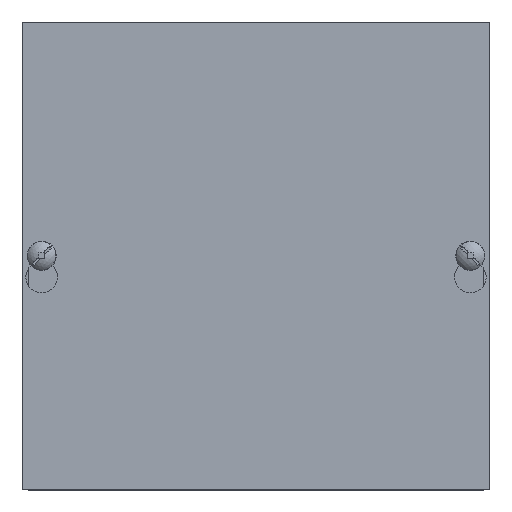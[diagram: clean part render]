
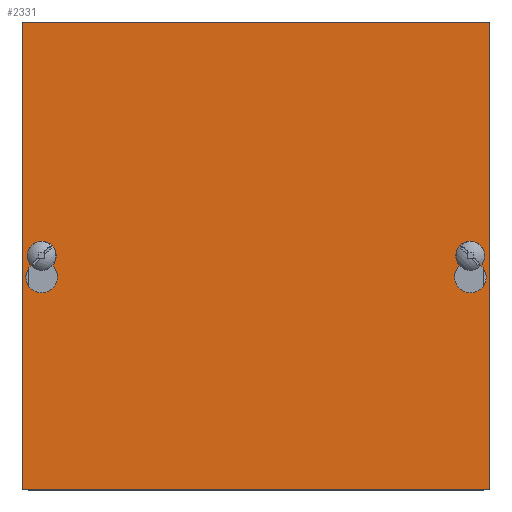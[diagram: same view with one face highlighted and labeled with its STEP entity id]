
A CAD part, top view. The second image highlights one B-rep face of the part: STEP entity #2331.
In plain terms, the highlighted planar face has unit normal (0, 0, 1).
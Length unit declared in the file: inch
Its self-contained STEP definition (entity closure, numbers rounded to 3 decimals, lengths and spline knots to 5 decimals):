
#65 = EDGE_CURVE ( 'NONE', #4636, #953, #1048, .T. ) ;
#130 = DIRECTION ( 'NONE',  ( 0., 0., 1. ) ) ;
#138 = ORIENTED_EDGE ( 'NONE', *, *, #2495, .T. ) ;
#142 = EDGE_LOOP ( 'NONE', ( #1569, #2561, #3230, #2301, #345, #3090 ) ) ;
#170 = DIRECTION ( 'NONE',  ( 1., 0., 0. ) ) ;
#184 = CARTESIAN_POINT ( 'NONE',  ( -2.75, -0.272, 0. ) ) ;
#197 = ORIENTED_EDGE ( 'NONE', *, *, #3804, .T. ) ;
#204 = CARTESIAN_POINT ( 'NONE',  ( 2.625, 0., 0. ) ) ;
#241 = DIRECTION ( 'NONE',  ( -1., 0., 0. ) ) ;
#335 = FACE_BOUND ( 'NONE', #4053, .T. ) ;
#345 = ORIENTED_EDGE ( 'NONE', *, *, #65, .F. ) ;
#347 = LINE ( 'NONE', #670, #3502 ) ;
#365 = CARTESIAN_POINT ( 'NONE',  ( -3., -3., 0. ) ) ;
#387 = CIRCLE ( 'NONE', #4611, 0.203 ) ;
#389 = DIRECTION ( 'NONE',  ( 0., 1., 0. ) ) ;
#441 = EDGE_CURVE ( 'NONE', #1420, #2405, #1382, .T. ) ;
#542 = ORIENTED_EDGE ( 'NONE', *, *, #441, .T. ) ;
#576 = CARTESIAN_POINT ( 'NONE',  ( 2.953, -0.272, 0. ) ) ;
#608 = DIRECTION ( 'NONE',  ( -1., 0., 0. ) ) ;
#662 = ORIENTED_EDGE ( 'NONE', *, *, #4511, .T. ) ;
#670 = CARTESIAN_POINT ( 'NONE',  ( -3., 3., 0. ) ) ;
#697 = CIRCLE ( 'NONE', #1625, 0.203 ) ;
#701 = CARTESIAN_POINT ( 'NONE',  ( 2.75, -0.272, 0. ) ) ;
#708 = VERTEX_POINT ( 'NONE', #746 ) ;
#746 = CARTESIAN_POINT ( 'NONE',  ( -2.875, -0.11205, 0. ) ) ;
#777 = CARTESIAN_POINT ( 'NONE',  ( 2.625, 0., 0. ) ) ;
#832 = LINE ( 'NONE', #2634, #1454 ) ;
#848 = EDGE_CURVE ( 'NONE', #708, #4636, #697, .T. ) ;
#894 = CARTESIAN_POINT ( 'NONE',  ( 2.875, 0., 0. ) ) ;
#897 = LINE ( 'NONE', #3068, #4211 ) ;
#904 = EDGE_CURVE ( 'NONE', #2256, #1361, #387, .T. ) ;
#953 = VERTEX_POINT ( 'NONE', #1661 ) ;
#963 = DIRECTION ( 'NONE',  ( 0., 0., -1. ) ) ;
#1048 = CIRCLE ( 'NONE', #1790, 0.203 ) ;
#1049 = AXIS2_PLACEMENT_3D ( 'NONE', #184, #1963, #170 ) ;
#1086 = LINE ( 'NONE', #1447, #2619 ) ;
#1102 = CARTESIAN_POINT ( 'NONE',  ( -2.953, -0.272, 0. ) ) ;
#1112 = VERTEX_POINT ( 'NONE', #3876 ) ;
#1114 = EDGE_CURVE ( 'NONE', #3741, #708, #1086, .T. ) ;
#1135 = CARTESIAN_POINT ( 'NONE',  ( -2.75, 0., 0. ) ) ;
#1149 = DIRECTION ( 'NONE',  ( 0., -1., 0. ) ) ;
#1195 = ORIENTED_EDGE ( 'NONE', *, *, #904, .T. ) ;
#1303 = CIRCLE ( 'NONE', #1481, 0.125 ) ;
#1334 = CARTESIAN_POINT ( 'NONE',  ( 3., 3., 0. ) ) ;
#1355 = VERTEX_POINT ( 'NONE', #894 ) ;
#1361 = VERTEX_POINT ( 'NONE', #576 ) ;
#1382 = CIRCLE ( 'NONE', #4504, 0.203 ) ;
#1420 = VERTEX_POINT ( 'NONE', #2525 ) ;
#1433 = AXIS2_PLACEMENT_3D ( 'NONE', #1135, #3663, #3309 ) ;
#1447 = CARTESIAN_POINT ( 'NONE',  ( -2.875, 0., 0. ) ) ;
#1454 = VECTOR ( 'NONE', #1679, 39.37008 ) ;
#1464 = VECTOR ( 'NONE', #4466, 39.37008 ) ;
#1481 = AXIS2_PLACEMENT_3D ( 'NONE', #3151, #2788, #3351 ) ;
#1535 = ORIENTED_EDGE ( 'NONE', *, *, #2671, .T. ) ;
#1561 = AXIS2_PLACEMENT_3D ( 'NONE', #701, #2845, #3072 ) ;
#1569 = ORIENTED_EDGE ( 'NONE', *, *, #1114, .F. ) ;
#1625 = AXIS2_PLACEMENT_3D ( 'NONE', #4091, #1810, #1957 ) ;
#1661 = CARTESIAN_POINT ( 'NONE',  ( -2.547, -0.272, 0. ) ) ;
#1671 = EDGE_CURVE ( 'NONE', #2342, #2962, #1948, .T. ) ;
#1679 = DIRECTION ( 'NONE',  ( 0., 1., 0. ) ) ;
#1731 = CIRCLE ( 'NONE', #1561, 0.203 ) ;
#1790 = AXIS2_PLACEMENT_3D ( 'NONE', #3034, #130, #2325 ) ;
#1810 = DIRECTION ( 'NONE',  ( 0., 0., 1. ) ) ;
#1948 = LINE ( 'NONE', #365, #4229 ) ;
#1957 = DIRECTION ( 'NONE',  ( 1., 0., 0. ) ) ;
#1963 = DIRECTION ( 'NONE',  ( 0., 0., 1. ) ) ;
#2028 = DIRECTION ( 'NONE',  ( 0., 0., -1. ) ) ;
#2046 = AXIS2_PLACEMENT_3D ( 'NONE', #2334, #4615, #3403 ) ;
#2104 = PLANE ( 'NONE',  #2046 ) ;
#2105 = DIRECTION ( 'NONE',  ( 0., -1., 0. ) ) ;
#2115 = CIRCLE ( 'NONE', #1433, 0.125 ) ;
#2129 = FACE_BOUND ( 'NONE', #142, .T. ) ;
#2143 = CARTESIAN_POINT ( 'NONE',  ( -2.875, 0., 0. ) ) ;
#2160 = LINE ( 'NONE', #777, #2994 ) ;
#2256 = VERTEX_POINT ( 'NONE', #3420 ) ;
#2286 = VERTEX_POINT ( 'NONE', #1334 ) ;
#2289 = VERTEX_POINT ( 'NONE', #204 ) ;
#2301 = ORIENTED_EDGE ( 'NONE', *, *, #2810, .F. ) ;
#2317 = CARTESIAN_POINT ( 'NONE',  ( 3., -3., 0. ) ) ;
#2325 = DIRECTION ( 'NONE',  ( 1., 0., 0. ) ) ;
#2331 = ADVANCED_FACE ( 'NONE', ( #3201, #2129, #335 ), #2104, .F. ) ;
#2334 = CARTESIAN_POINT ( 'NONE',  ( -3., 3., 0. ) ) ;
#2335 = CIRCLE ( 'NONE', #1049, 0.203 ) ;
#2342 = VERTEX_POINT ( 'NONE', #2812 ) ;
#2347 = EDGE_CURVE ( 'NONE', #1361, #1420, #1731, .T. ) ;
#2351 = ORIENTED_EDGE ( 'NONE', *, *, #1671, .T. ) ;
#2405 = VERTEX_POINT ( 'NONE', #2907 ) ;
#2431 = CARTESIAN_POINT ( 'NONE',  ( 2.75, -0.272, 0. ) ) ;
#2492 = LINE ( 'NONE', #4158, #3558 ) ;
#2495 = EDGE_CURVE ( 'NONE', #2962, #3992, #897, .T. ) ;
#2525 = CARTESIAN_POINT ( 'NONE',  ( 2.547, -0.272, 0. ) ) ;
#2561 = ORIENTED_EDGE ( 'NONE', *, *, #3298, .F. ) ;
#2619 = VECTOR ( 'NONE', #4050, 39.37008 ) ;
#2630 = CARTESIAN_POINT ( 'NONE',  ( -2.625, -0.11205, 0. ) ) ;
#2634 = CARTESIAN_POINT ( 'NONE',  ( -2.625, 0., 0. ) ) ;
#2671 = EDGE_CURVE ( 'NONE', #2405, #2289, #2160, .T. ) ;
#2788 = DIRECTION ( 'NONE',  ( 0., 0., -1. ) ) ;
#2810 = EDGE_CURVE ( 'NONE', #953, #3194, #2335, .T. ) ;
#2812 = CARTESIAN_POINT ( 'NONE',  ( -3., 3., 0. ) ) ;
#2819 = EDGE_CURVE ( 'NONE', #3992, #2286, #4356, .T. ) ;
#2840 = ORIENTED_EDGE ( 'NONE', *, *, #2347, .T. ) ;
#2845 = DIRECTION ( 'NONE',  ( 0., 0., -1. ) ) ;
#2907 = CARTESIAN_POINT ( 'NONE',  ( 2.625, -0.11205, 0. ) ) ;
#2962 = VERTEX_POINT ( 'NONE', #3374 ) ;
#2994 = VECTOR ( 'NONE', #389, 39.37008 ) ;
#3025 = ORIENTED_EDGE ( 'NONE', *, *, #3919, .T. ) ;
#3034 = CARTESIAN_POINT ( 'NONE',  ( -2.75, -0.272, 0. ) ) ;
#3068 = CARTESIAN_POINT ( 'NONE',  ( -3., -3., 0. ) ) ;
#3072 = DIRECTION ( 'NONE',  ( -1., 0., 0. ) ) ;
#3090 = ORIENTED_EDGE ( 'NONE', *, *, #848, .F. ) ;
#3151 = CARTESIAN_POINT ( 'NONE',  ( 2.75, 0., 0. ) ) ;
#3194 = VERTEX_POINT ( 'NONE', #2630 ) ;
#3201 = FACE_OUTER_BOUND ( 'NONE', #4036, .T. ) ;
#3230 = ORIENTED_EDGE ( 'NONE', *, *, #4549, .F. ) ;
#3298 = EDGE_CURVE ( 'NONE', #1112, #3741, #2115, .T. ) ;
#3309 = DIRECTION ( 'NONE',  ( 1., 0., 0. ) ) ;
#3351 = DIRECTION ( 'NONE',  ( -1., 0., 0. ) ) ;
#3374 = CARTESIAN_POINT ( 'NONE',  ( -3., -3., 0. ) ) ;
#3403 = DIRECTION ( 'NONE',  ( -1., 0., 0. ) ) ;
#3420 = CARTESIAN_POINT ( 'NONE',  ( 2.875, -0.11205, 0. ) ) ;
#3502 = VECTOR ( 'NONE', #4610, 39.37008 ) ;
#3558 = VECTOR ( 'NONE', #2105, 39.37008 ) ;
#3663 = DIRECTION ( 'NONE',  ( 0., 0., 1. ) ) ;
#3741 = VERTEX_POINT ( 'NONE', #2143 ) ;
#3794 = CARTESIAN_POINT ( 'NONE',  ( 3., -3., 0. ) ) ;
#3804 = EDGE_CURVE ( 'NONE', #1355, #2256, #2492, .T. ) ;
#3876 = CARTESIAN_POINT ( 'NONE',  ( -2.625, 0., 0. ) ) ;
#3919 = EDGE_CURVE ( 'NONE', #2289, #1355, #1303, .T. ) ;
#3992 = VERTEX_POINT ( 'NONE', #3794 ) ;
#4036 = EDGE_LOOP ( 'NONE', ( #2351, #138, #4224, #662 ) ) ;
#4050 = DIRECTION ( 'NONE',  ( 0., -1., 0. ) ) ;
#4053 = EDGE_LOOP ( 'NONE', ( #3025, #197, #1195, #2840, #542, #1535 ) ) ;
#4091 = CARTESIAN_POINT ( 'NONE',  ( -2.75, -0.272, 0. ) ) ;
#4158 = CARTESIAN_POINT ( 'NONE',  ( 2.875, 0., 0. ) ) ;
#4180 = CARTESIAN_POINT ( 'NONE',  ( 2.75, -0.272, 0. ) ) ;
#4211 = VECTOR ( 'NONE', #4375, 39.37008 ) ;
#4224 = ORIENTED_EDGE ( 'NONE', *, *, #2819, .T. ) ;
#4229 = VECTOR ( 'NONE', #1149, 39.37008 ) ;
#4356 = LINE ( 'NONE', #2317, #1464 ) ;
#4375 = DIRECTION ( 'NONE',  ( 1., 0., 0. ) ) ;
#4466 = DIRECTION ( 'NONE',  ( 0., 1., 0. ) ) ;
#4504 = AXIS2_PLACEMENT_3D ( 'NONE', #2431, #963, #608 ) ;
#4511 = EDGE_CURVE ( 'NONE', #2286, #2342, #347, .T. ) ;
#4549 = EDGE_CURVE ( 'NONE', #3194, #1112, #832, .T. ) ;
#4610 = DIRECTION ( 'NONE',  ( -1., 0., 0. ) ) ;
#4611 = AXIS2_PLACEMENT_3D ( 'NONE', #4180, #2028, #241 ) ;
#4615 = DIRECTION ( 'NONE',  ( 0., 0., -1. ) ) ;
#4636 = VERTEX_POINT ( 'NONE', #1102 ) ;
